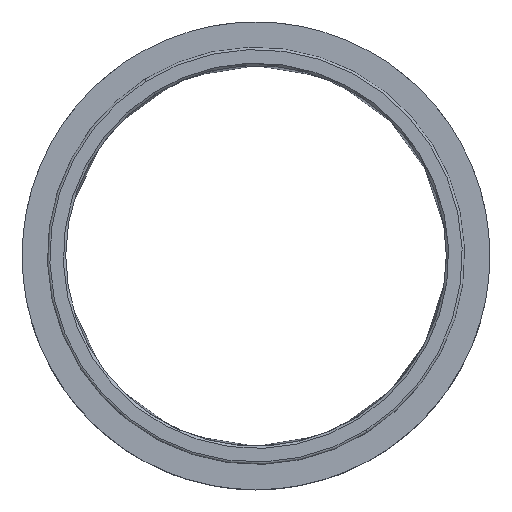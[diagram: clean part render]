
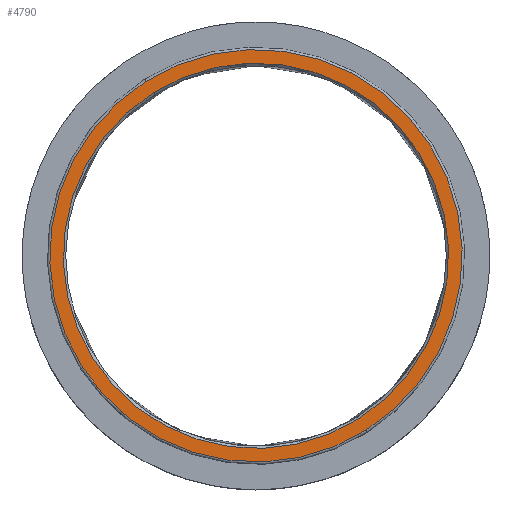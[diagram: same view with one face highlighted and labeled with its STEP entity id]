
A CAD part, top view. The second image highlights one B-rep face of the part: STEP entity #4790.
In plain terms, the highlighted planar face has unit normal (0, 0, 1).
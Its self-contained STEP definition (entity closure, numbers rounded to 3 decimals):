
#19 = CARTESIAN_POINT ( 'NONE',  ( 0., 0., 750. ) ) ;
#210 = AXIS2_PLACEMENT_3D ( 'NONE', #12519, #17247, #17358 ) ;
#1929 = DIRECTION ( 'NONE',  ( -0.533, 0.846, 0. ) ) ;
#2468 = CARTESIAN_POINT ( 'NONE',  ( -461.753, 733.926, 750. ) ) ;
#3394 = DIRECTION ( 'NONE',  ( -0.533, 0.846, 0. ) ) ;
#3521 = EDGE_CURVE ( 'NONE', #16770, #7400, #12891, .T. ) ;
#3677 = FACE_BOUND ( 'NONE', #9911, .T. ) ;
#4748 = ORIENTED_EDGE ( 'NONE', *, *, #18178, .T. ) ;
#4790 = ADVANCED_FACE ( 'NONE', ( #3677, #21251 ), #17939, .T. ) ;
#5248 = DIRECTION ( 'NONE',  ( 0., 0., -1. ) ) ;
#5695 = AXIS2_PLACEMENT_3D ( 'NONE', #19, #6885, #20812 ) ;
#5726 = CIRCLE ( 'NONE', #14477, 810. ) ;
#6138 = EDGE_LOOP ( 'NONE', ( #16759, #8229 ) ) ;
#6885 = DIRECTION ( 'NONE',  ( 0., 0., -1. ) ) ;
#7400 = VERTEX_POINT ( 'NONE', #2468 ) ;
#8216 = AXIS2_PLACEMENT_3D ( 'NONE', #12338, #19310, #9147 ) ;
#8229 = ORIENTED_EDGE ( 'NONE', *, *, #3521, .F. ) ;
#8903 = CARTESIAN_POINT ( 'NONE',  ( 461.753, -733.926, 750. ) ) ;
#9147 = DIRECTION ( 'NONE',  ( 1., 0., 0. ) ) ;
#9911 = EDGE_LOOP ( 'NONE', ( #4748, #12002 ) ) ;
#10057 = CIRCLE ( 'NONE', #210, 867.1 ) ;
#11008 = EDGE_CURVE ( 'NONE', #7400, #16770, #10057, .T. ) ;
#12002 = ORIENTED_EDGE ( 'NONE', *, *, #12019, .T. ) ;
#12019 = EDGE_CURVE ( 'NONE', #14790, #19953, #15915, .T. ) ;
#12338 = CARTESIAN_POINT ( 'NONE',  ( 0., 0., 750. ) ) ;
#12519 = CARTESIAN_POINT ( 'NONE',  ( 0., 0., 750. ) ) ;
#12891 = CIRCLE ( 'NONE', #20574, 867.1 ) ;
#13546 = CARTESIAN_POINT ( 'NONE',  ( 0., 0., 750. ) ) ;
#14477 = AXIS2_PLACEMENT_3D ( 'NONE', #13546, #17213, #3394 ) ;
#14790 = VERTEX_POINT ( 'NONE', #16489 ) ;
#15915 = CIRCLE ( 'NONE', #5695, 810. ) ;
#16489 = CARTESIAN_POINT ( 'NONE',  ( -431.346, 685.595, 750. ) ) ;
#16759 = ORIENTED_EDGE ( 'NONE', *, *, #11008, .F. ) ;
#16770 = VERTEX_POINT ( 'NONE', #8903 ) ;
#17213 = DIRECTION ( 'NONE',  ( 0., 0., -1. ) ) ;
#17247 = DIRECTION ( 'NONE',  ( 0., 0., -1. ) ) ;
#17358 = DIRECTION ( 'NONE',  ( -0.533, 0.846, 0. ) ) ;
#17939 = PLANE ( 'NONE',  #8216 ) ;
#18178 = EDGE_CURVE ( 'NONE', #19953, #14790, #5726, .T. ) ;
#18421 = CARTESIAN_POINT ( 'NONE',  ( 431.346, -685.595, 750. ) ) ;
#19310 = DIRECTION ( 'NONE',  ( 0., 0., 1. ) ) ;
#19953 = VERTEX_POINT ( 'NONE', #18421 ) ;
#20574 = AXIS2_PLACEMENT_3D ( 'NONE', #21217, #5248, #1929 ) ;
#20812 = DIRECTION ( 'NONE',  ( -0.533, 0.846, 0. ) ) ;
#21217 = CARTESIAN_POINT ( 'NONE',  ( 0., 0., 750. ) ) ;
#21251 = FACE_OUTER_BOUND ( 'NONE', #6138, .T. ) ;
